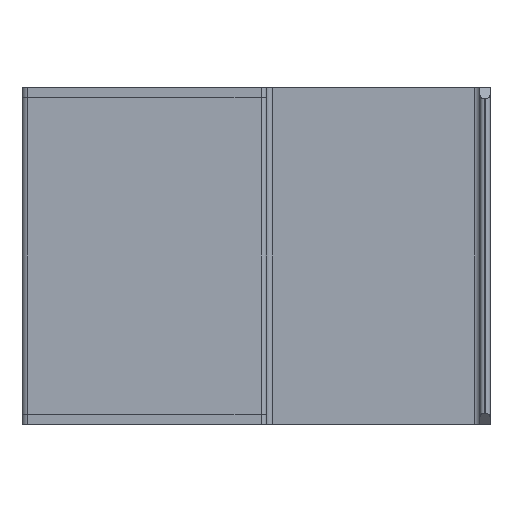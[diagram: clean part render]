
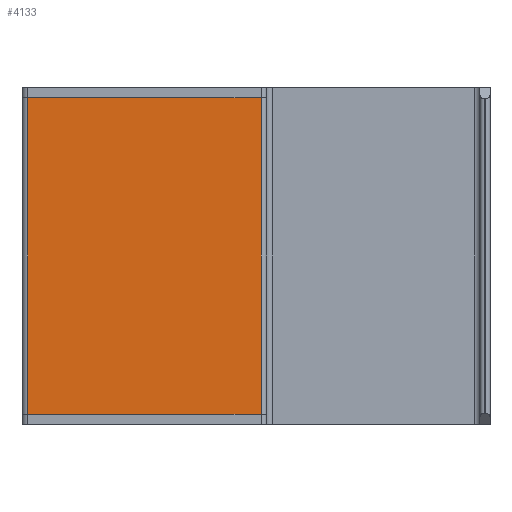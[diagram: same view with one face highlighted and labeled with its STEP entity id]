
A CAD part, front view. The second image highlights one B-rep face of the part: STEP entity #4133.
In plain terms, the highlighted planar face has unit normal (0, -1, 0).
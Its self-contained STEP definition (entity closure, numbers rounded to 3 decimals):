
#2449 = CYLINDRICAL_SURFACE('',#2450,1.);
#2450 = AXIS2_PLACEMENT_3D('',#2451,#2452,#2453);
#2451 = CARTESIAN_POINT('',(-1.,-74.,-28.2));
#2452 = DIRECTION('',(0.,0.,1.));
#2453 = DIRECTION('',(1.,0.,0.));
#2645 = PLANE('',#2646);
#2646 = AXIS2_PLACEMENT_3D('',#2647,#2648,#2649);
#2647 = CARTESIAN_POINT('',(0.,-75.,-30.));
#2648 = DIRECTION('',(0.,-1.,0.));
#2649 = DIRECTION('',(-1.,0.,0.));
#2908 = PLANE('',#2909);
#2909 = AXIS2_PLACEMENT_3D('',#2910,#2911,#2912);
#2910 = CARTESIAN_POINT('',(0.,-75.,-30.));
#2911 = DIRECTION('',(0.,-1.,0.));
#2912 = DIRECTION('',(-1.,0.,0.));
#3452 = VERTEX_POINT('',#3453);
#3453 = CARTESIAN_POINT('',(-1.,-75.,-28.2));
#3475 = EDGE_CURVE('',#3452,#3476,#3478,.T.);
#3476 = VERTEX_POINT('',#3477);
#3477 = CARTESIAN_POINT('',(-1.,-75.,28.2));
#3478 = SURFACE_CURVE('',#3479,(#3483,#3490),.PCURVE_S1.);
#3479 = LINE('',#3480,#3481);
#3480 = CARTESIAN_POINT('',(-1.,-75.,-28.2));
#3481 = VECTOR('',#3482,1.);
#3482 = DIRECTION('',(0.,0.,1.));
#3483 = PCURVE('',#2449,#3484);
#3484 = DEFINITIONAL_REPRESENTATION('',(#3485),#3489);
#3485 = LINE('',#3486,#3487);
#3486 = CARTESIAN_POINT('',(-1.571,0.));
#3487 = VECTOR('',#3488,1.);
#3488 = DIRECTION('',(-0.,1.));
#3489 = ( GEOMETRIC_REPRESENTATION_CONTEXT(2) 
PARAMETRIC_REPRESENTATION_CONTEXT() REPRESENTATION_CONTEXT('2D SPACE',''
  ) );
#3490 = PCURVE('',#3491,#3496);
#3491 = PLANE('',#3492);
#3492 = AXIS2_PLACEMENT_3D('',#3493,#3494,#3495);
#3493 = CARTESIAN_POINT('',(0.,-75.,-30.));
#3494 = DIRECTION('',(0.,-1.,0.));
#3495 = DIRECTION('',(-1.,0.,0.));
#3496 = DEFINITIONAL_REPRESENTATION('',(#3497),#3501);
#3497 = LINE('',#3498,#3499);
#3498 = CARTESIAN_POINT('',(1.,-1.8));
#3499 = VECTOR('',#3500,1.);
#3500 = DIRECTION('',(0.,-1.));
#3501 = ( GEOMETRIC_REPRESENTATION_CONTEXT(2) 
PARAMETRIC_REPRESENTATION_CONTEXT() REPRESENTATION_CONTEXT('2D SPACE',''
  ) );
#3558 = EDGE_CURVE('',#3452,#3559,#3561,.T.);
#3559 = VERTEX_POINT('',#3560);
#3560 = CARTESIAN_POINT('',(-42.6,-75.,-28.2));
#3561 = SURFACE_CURVE('',#3562,(#3566,#3573),.PCURVE_S1.);
#3562 = LINE('',#3563,#3564);
#3563 = CARTESIAN_POINT('',(0.,-75.,-28.2));
#3564 = VECTOR('',#3565,1.);
#3565 = DIRECTION('',(-1.,0.,0.));
#3566 = PCURVE('',#2645,#3567);
#3567 = DEFINITIONAL_REPRESENTATION('',(#3568),#3572);
#3568 = LINE('',#3569,#3570);
#3569 = CARTESIAN_POINT('',(0.,-1.8));
#3570 = VECTOR('',#3571,1.);
#3571 = DIRECTION('',(1.,0.));
#3572 = ( GEOMETRIC_REPRESENTATION_CONTEXT(2) 
PARAMETRIC_REPRESENTATION_CONTEXT() REPRESENTATION_CONTEXT('2D SPACE',''
  ) );
#3573 = PCURVE('',#3491,#3574);
#3574 = DEFINITIONAL_REPRESENTATION('',(#3575),#3579);
#3575 = LINE('',#3576,#3577);
#3576 = CARTESIAN_POINT('',(0.,-1.8));
#3577 = VECTOR('',#3578,1.);
#3578 = DIRECTION('',(1.,0.));
#3579 = ( GEOMETRIC_REPRESENTATION_CONTEXT(2) 
PARAMETRIC_REPRESENTATION_CONTEXT() REPRESENTATION_CONTEXT('2D SPACE',''
  ) );
#3644 = CYLINDRICAL_SURFACE('',#3645,1.);
#3645 = AXIS2_PLACEMENT_3D('',#3646,#3647,#3648);
#3646 = CARTESIAN_POINT('',(-42.6,-74.,-28.2));
#3647 = DIRECTION('',(0.,0.,1.));
#3648 = DIRECTION('',(0.,-1.,0.));
#3817 = EDGE_CURVE('',#3476,#3818,#3820,.T.);
#3818 = VERTEX_POINT('',#3819);
#3819 = CARTESIAN_POINT('',(-42.6,-75.,28.2));
#3820 = SURFACE_CURVE('',#3821,(#3825,#3832),.PCURVE_S1.);
#3821 = LINE('',#3822,#3823);
#3822 = CARTESIAN_POINT('',(0.,-75.,28.2));
#3823 = VECTOR('',#3824,1.);
#3824 = DIRECTION('',(-1.,0.,0.));
#3825 = PCURVE('',#2908,#3826);
#3826 = DEFINITIONAL_REPRESENTATION('',(#3827),#3831);
#3827 = LINE('',#3828,#3829);
#3828 = CARTESIAN_POINT('',(0.,-58.2));
#3829 = VECTOR('',#3830,1.);
#3830 = DIRECTION('',(1.,0.));
#3831 = ( GEOMETRIC_REPRESENTATION_CONTEXT(2) 
PARAMETRIC_REPRESENTATION_CONTEXT() REPRESENTATION_CONTEXT('2D SPACE',''
  ) );
#3832 = PCURVE('',#3491,#3833);
#3833 = DEFINITIONAL_REPRESENTATION('',(#3834),#3838);
#3834 = LINE('',#3835,#3836);
#3835 = CARTESIAN_POINT('',(0.,-58.2));
#3836 = VECTOR('',#3837,1.);
#3837 = DIRECTION('',(1.,0.));
#3838 = ( GEOMETRIC_REPRESENTATION_CONTEXT(2) 
PARAMETRIC_REPRESENTATION_CONTEXT() REPRESENTATION_CONTEXT('2D SPACE',''
  ) );
#4133 = ADVANCED_FACE('',(#4134),#3491,.T.);
#4134 = FACE_BOUND('',#4135,.T.);
#4135 = EDGE_LOOP('',(#4136,#4137,#4138,#4139));
#4136 = ORIENTED_EDGE('',*,*,#3558,.F.);
#4137 = ORIENTED_EDGE('',*,*,#3475,.T.);
#4138 = ORIENTED_EDGE('',*,*,#3817,.T.);
#4139 = ORIENTED_EDGE('',*,*,#4140,.F.);
#4140 = EDGE_CURVE('',#3559,#3818,#4141,.T.);
#4141 = SURFACE_CURVE('',#4142,(#4146,#4153),.PCURVE_S1.);
#4142 = LINE('',#4143,#4144);
#4143 = CARTESIAN_POINT('',(-42.6,-75.,-28.2));
#4144 = VECTOR('',#4145,1.);
#4145 = DIRECTION('',(0.,0.,1.));
#4146 = PCURVE('',#3491,#4147);
#4147 = DEFINITIONAL_REPRESENTATION('',(#4148),#4152);
#4148 = LINE('',#4149,#4150);
#4149 = CARTESIAN_POINT('',(42.6,-1.8));
#4150 = VECTOR('',#4151,1.);
#4151 = DIRECTION('',(0.,-1.));
#4152 = ( GEOMETRIC_REPRESENTATION_CONTEXT(2) 
PARAMETRIC_REPRESENTATION_CONTEXT() REPRESENTATION_CONTEXT('2D SPACE',''
  ) );
#4153 = PCURVE('',#3644,#4154);
#4154 = DEFINITIONAL_REPRESENTATION('',(#4155),#4159);
#4155 = LINE('',#4156,#4157);
#4156 = CARTESIAN_POINT('',(-0.,0.));
#4157 = VECTOR('',#4158,1.);
#4158 = DIRECTION('',(-0.,1.));
#4159 = ( GEOMETRIC_REPRESENTATION_CONTEXT(2) 
PARAMETRIC_REPRESENTATION_CONTEXT() REPRESENTATION_CONTEXT('2D SPACE',''
  ) );
